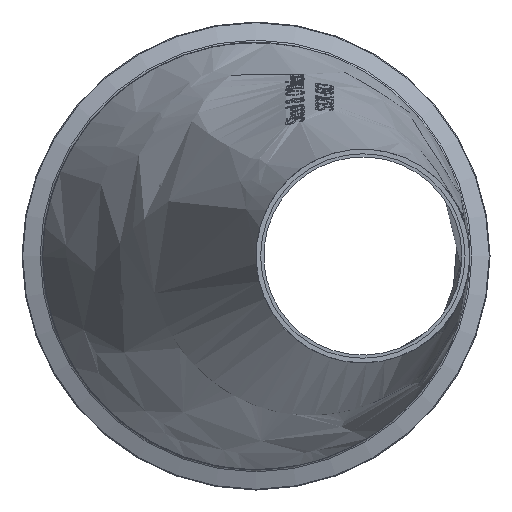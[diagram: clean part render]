
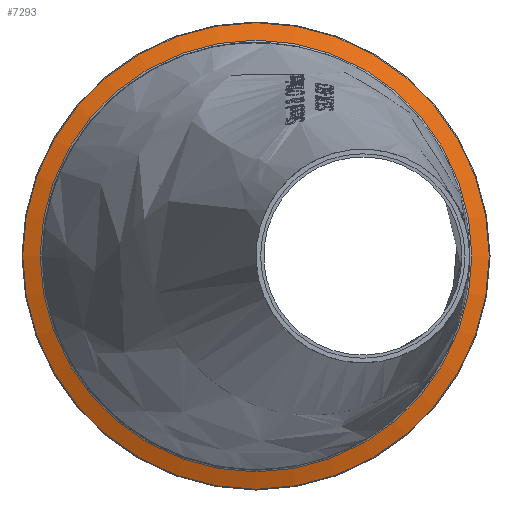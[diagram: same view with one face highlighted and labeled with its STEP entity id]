
A CAD part, left-side view. The second image highlights one B-rep face of the part: STEP entity #7293.
In plain terms, the highlighted conical face has half-angle 70 degrees and reference radius 79.82 mm.
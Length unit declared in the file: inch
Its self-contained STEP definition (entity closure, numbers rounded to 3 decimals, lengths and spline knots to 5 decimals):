
#13=CONICAL_SURFACE('',#7556,3.1425,70.);
#445=FACE_BOUND('',#2156,.T.);
#1315=CIRCLE('',#7555,3.27513);
#1316=CIRCLE('',#7557,3.02961);
#1716=FACE_OUTER_BOUND('',#2155,.T.);
#2155=EDGE_LOOP('',(#6780));
#2156=EDGE_LOOP('',(#6781));
#3502=VERTEX_POINT('',#16885);
#3503=VERTEX_POINT('',#16888);
#4603=EDGE_CURVE('',#3502,#3502,#1315,.T.);
#4604=EDGE_CURVE('',#3503,#3503,#1316,.T.);
#6780=ORIENTED_EDGE('',*,*,#4604,.F.);
#6781=ORIENTED_EDGE('',*,*,#4603,.F.);
#7293=ADVANCED_FACE('',(#1716,#445),#13,.T.);
#7555=AXIS2_PLACEMENT_3D('',#16886,#8425,#8426);
#7556=AXIS2_PLACEMENT_3D('',#16887,#8427,#8428);
#7557=AXIS2_PLACEMENT_3D('',#16889,#8429,#8430);
#8425=DIRECTION('center_axis',(1.,0.,0.));
#8426=DIRECTION('ref_axis',(0.,-1.,0.));
#8427=DIRECTION('center_axis',(1.,0.,0.));
#8428=DIRECTION('ref_axis',(0.,1.,0.));
#8429=DIRECTION('center_axis',(-1.,0.,0.));
#8430=DIRECTION('ref_axis',(0.,-1.,0.));
#16885=CARTESIAN_POINT('',(6.77641,4.77513,0.));
#16886=CARTESIAN_POINT('Origin',(6.77641,1.5,0.));
#16887=CARTESIAN_POINT('Origin',(6.72813,1.5,0.));
#16888=CARTESIAN_POINT('',(6.68705,4.52961,0.));
#16889=CARTESIAN_POINT('Origin',(6.68705,1.5,0.));
